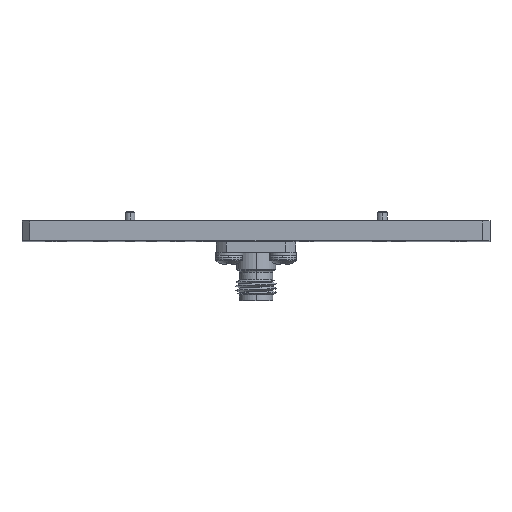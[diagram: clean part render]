
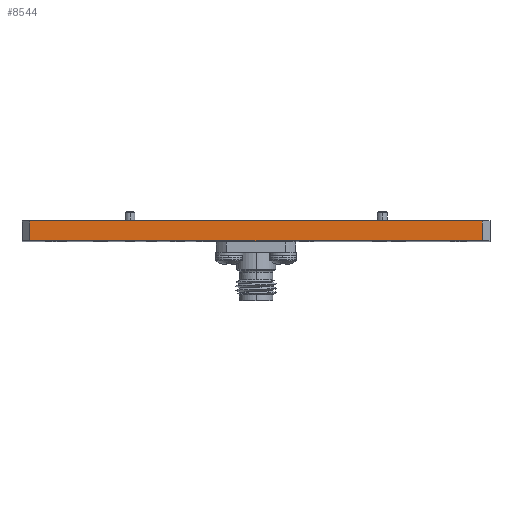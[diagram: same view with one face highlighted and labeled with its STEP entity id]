
A CAD part, top view. The second image highlights one B-rep face of the part: STEP entity #8544.
In plain terms, the highlighted planar face has unit normal (0, 0, 1).
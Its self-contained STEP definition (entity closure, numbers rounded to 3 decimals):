
#191 = VERTEX_POINT ( 'NONE', #10528 ) ;
#446 = VECTOR ( 'NONE', #2843, 1000. ) ;
#876 = ORIENTED_EDGE ( 'NONE', *, *, #2044, .T. ) ;
#1351 = LINE ( 'NONE', #3393, #12850 ) ;
#1556 = CARTESIAN_POINT ( 'NONE',  ( 36.208, 0., 38.265 ) ) ;
#1777 = ORIENTED_EDGE ( 'NONE', *, *, #5230, .T. ) ;
#2044 = EDGE_CURVE ( 'NONE', #6245, #7012, #11437, .T. ) ;
#2389 = VECTOR ( 'NONE', #10409, 1000. ) ;
#2408 = EDGE_CURVE ( 'NONE', #191, #3689, #6990, .T. ) ;
#2843 = DIRECTION ( 'NONE',  ( 0., 1., 0. ) ) ;
#2955 = CARTESIAN_POINT ( 'NONE',  ( -36.258, 0., 38.265 ) ) ;
#3261 = DIRECTION ( 'NONE',  ( 1., 0., 0. ) ) ;
#3393 = CARTESIAN_POINT ( 'NONE',  ( 37.478, 0., 38.265 ) ) ;
#3689 = VERTEX_POINT ( 'NONE', #1556 ) ;
#4113 = PLANE ( 'NONE',  #7500 ) ;
#4167 = CARTESIAN_POINT ( 'NONE',  ( 37.478, -3.175, 38.265 ) ) ;
#4219 = CARTESIAN_POINT ( 'NONE',  ( -36.258, -3.175, 38.265 ) ) ;
#4239 = FACE_OUTER_BOUND ( 'NONE', #4767, .T. ) ;
#4532 = EDGE_CURVE ( 'NONE', #6245, #3689, #1351, .T. ) ;
#4767 = EDGE_LOOP ( 'NONE', ( #10563, #876, #1777, #9518 ) ) ;
#5230 = EDGE_CURVE ( 'NONE', #7012, #191, #12418, .T. ) ;
#6245 = VERTEX_POINT ( 'NONE', #13220 ) ;
#6990 = LINE ( 'NONE', #7055, #446 ) ;
#7012 = VERTEX_POINT ( 'NONE', #4219 ) ;
#7055 = CARTESIAN_POINT ( 'NONE',  ( 36.208, 0., 38.265 ) ) ;
#7500 = AXIS2_PLACEMENT_3D ( 'NONE', #10526, #11545, #8260 ) ;
#7546 = DIRECTION ( 'NONE',  ( 1., 0., 0. ) ) ;
#8260 = DIRECTION ( 'NONE',  ( -1., 0., 0. ) ) ;
#8544 = ADVANCED_FACE ( 'NONE', ( #4239 ), #4113, .F. ) ;
#9518 = ORIENTED_EDGE ( 'NONE', *, *, #2408, .T. ) ;
#10409 = DIRECTION ( 'NONE',  ( 0., -1., 0. ) ) ;
#10526 = CARTESIAN_POINT ( 'NONE',  ( 37.478, 0., 38.265 ) ) ;
#10528 = CARTESIAN_POINT ( 'NONE',  ( 36.208, -3.175, 38.265 ) ) ;
#10563 = ORIENTED_EDGE ( 'NONE', *, *, #4532, .F. ) ;
#11437 = LINE ( 'NONE', #2955, #2389 ) ;
#11545 = DIRECTION ( 'NONE',  ( 0., 0., -1. ) ) ;
#11960 = VECTOR ( 'NONE', #3261, 1000. ) ;
#12418 = LINE ( 'NONE', #4167, #11960 ) ;
#12850 = VECTOR ( 'NONE', #7546, 1000. ) ;
#13220 = CARTESIAN_POINT ( 'NONE',  ( -36.258, 0., 38.265 ) ) ;
